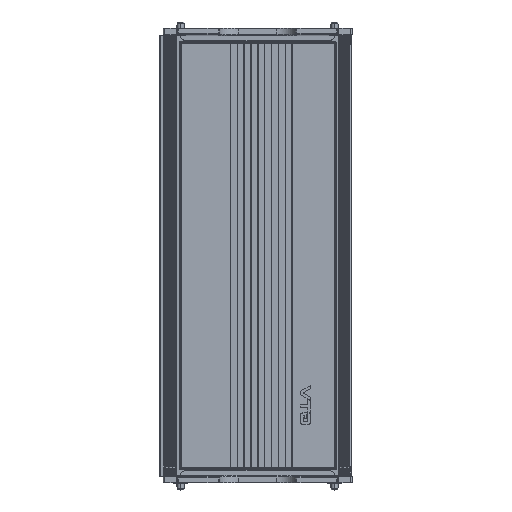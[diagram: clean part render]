
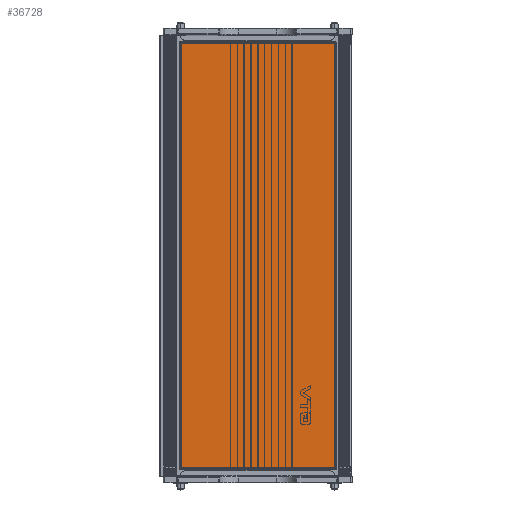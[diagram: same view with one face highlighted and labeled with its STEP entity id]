
A CAD part, top view. The second image highlights one B-rep face of the part: STEP entity #36728.
In plain terms, the highlighted face is planar.
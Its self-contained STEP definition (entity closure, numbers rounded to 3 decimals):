
#1707=PLANE('',#40980);
#3451=FACE_OUTER_BOUND('',#5487,.T.);
#5487=EDGE_LOOP('',(#30879,#30880,#30881,#30882));
#7968=LINE('',#67255,#10440);
#7969=LINE('',#67261,#10441);
#7970=LINE('',#67263,#10442);
#7971=LINE('',#67264,#10443);
#10440=VECTOR('',#51212,10.);
#10441=VECTOR('',#51221,10.);
#10442=VECTOR('',#51222,10.);
#10443=VECTOR('',#51223,10.);
#16191=VERTEX_POINT('',#67250);
#16192=VERTEX_POINT('',#67254);
#16193=VERTEX_POINT('',#67260);
#16194=VERTEX_POINT('',#67262);
#21212=EDGE_CURVE('',#16191,#16192,#7968,.T.);
#21215=EDGE_CURVE('',#16193,#16191,#7969,.T.);
#21216=EDGE_CURVE('',#16194,#16193,#7970,.T.);
#21217=EDGE_CURVE('',#16192,#16194,#7971,.T.);
#30879=ORIENTED_EDGE('',*,*,#21212,.F.);
#30880=ORIENTED_EDGE('',*,*,#21215,.F.);
#30881=ORIENTED_EDGE('',*,*,#21216,.F.);
#30882=ORIENTED_EDGE('',*,*,#21217,.F.);
#36728=ADVANCED_FACE('',(#3451),#1707,.F.);
#40980=AXIS2_PLACEMENT_3D('',#67259,#51219,#51220);
#51212=DIRECTION('',(0.,-1.,0.));
#51219=DIRECTION('center_axis',(0.,0.,1.));
#51220=DIRECTION('ref_axis',(1.,0.,0.));
#51221=DIRECTION('',(-1.,0.,0.));
#51222=DIRECTION('',(0.,1.,0.));
#51223=DIRECTION('',(1.,0.,0.));
#67250=CARTESIAN_POINT('',(-309.762,112.262,0.));
#67254=CARTESIAN_POINT('',(-309.762,-112.262,0.));
#67255=CARTESIAN_POINT('',(-309.762,-28.5,0.));
#67259=CARTESIAN_POINT('Origin',(0.,0.,
0.));
#67260=CARTESIAN_POINT('',(309.762,112.262,0.));
#67261=CARTESIAN_POINT('',(-77.875,112.262,0.));
#67262=CARTESIAN_POINT('',(309.762,-112.262,0.));
#67263=CARTESIAN_POINT('',(309.762,28.5,0.));
#67264=CARTESIAN_POINT('',(77.875,-112.262,0.));
